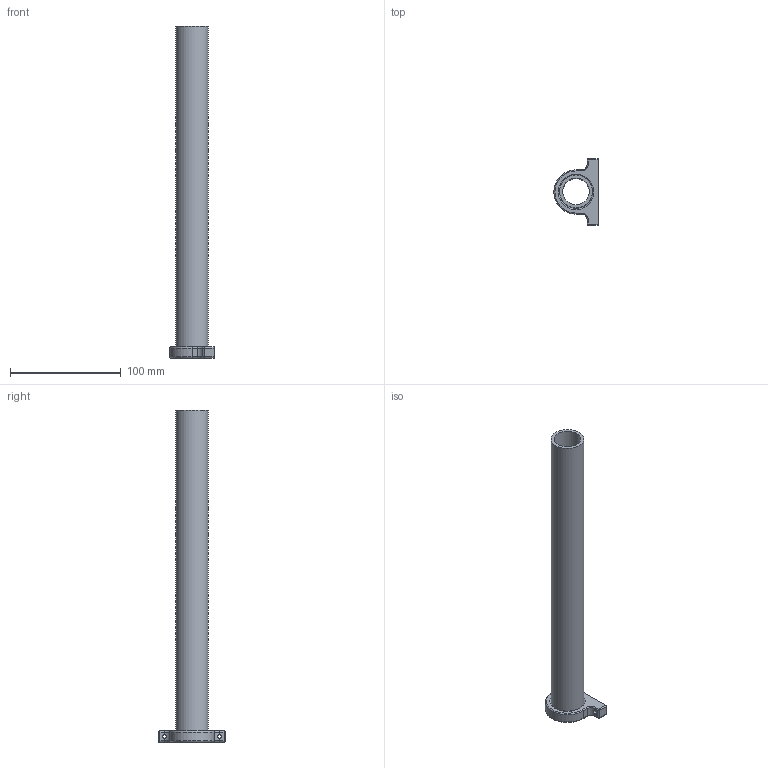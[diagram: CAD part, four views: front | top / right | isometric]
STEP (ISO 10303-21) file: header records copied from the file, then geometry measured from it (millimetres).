
FILE_DESCRIPTION(/* description */ (''),/* implementation_level */ '2;1');
FILE_NAME(/* name */ 'pipe system_v2.step',/* time_stamp */ '2023-05-19T17:32:25+02:00',/* author */ (''),/* organization */ (''),/* preprocessor_version */ 'ST-DEVELOPER v19.2',/* originating_system */ 'Autodesk Translation Framework v12.4.0.73',/* authorisation */ '');
FILE_SCHEMA (('AUTOMOTIVE_DESIGN { 1 0 10303 214 3 1 1 }'));
Length unit declared in the file: millimetre
Products named in the file (3): pipe system; Pipe; Pipe_Support
Assembly tree (2 placements, depth 2):
  pipe system
    Pipe
    Pipe_Support
Bounding box: 40 x 60 x 300 mm (x, y, z)
Volume: 81650.1 mm3; surface area: 55711.3 mm2
Topology: 2 solids, 2 shells, 43 faces, 101 edges, 60 vertices
Faces by surface type: cylinder 21, plane 11, torus 8, sphere 3
Full cylindrical faces by diameter (mm): 3.4 x2, 24 x1, 29.735 x1, 30 x1
Entity records: 1363 total; most frequent: DIRECTION 248, CARTESIAN_POINT 244, ORIENTED_EDGE 202, AXIS2_PLACEMENT_3D 102, EDGE_CURVE 101, VERTEX_POINT 60, CIRCLE 53, EDGE_LOOP 49
